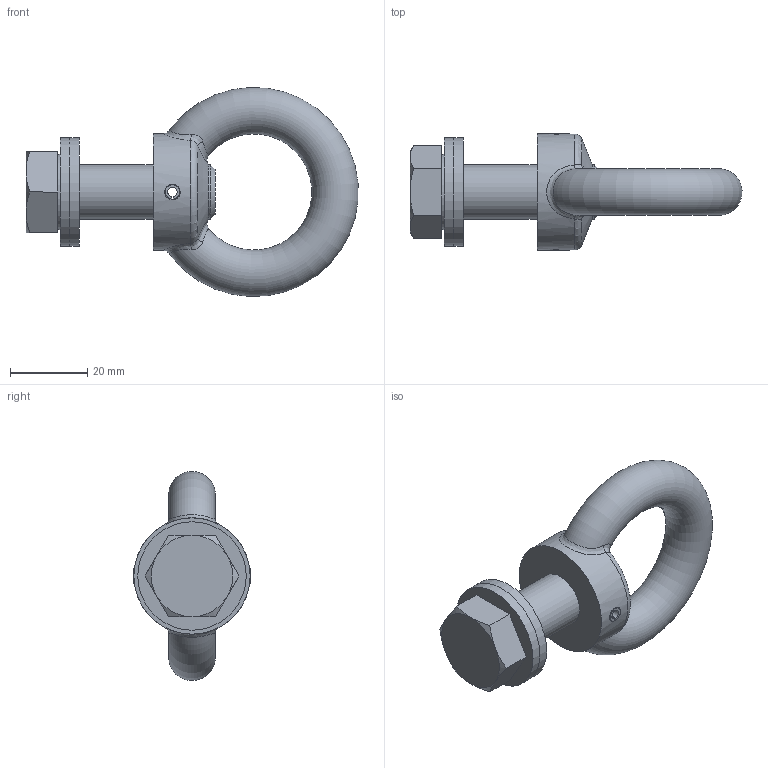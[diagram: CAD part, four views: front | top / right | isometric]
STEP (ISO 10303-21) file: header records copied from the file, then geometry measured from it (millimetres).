
FILE_DESCRIPTION(/* description */ ('Anneau M14 CE'),/* implementation_level */ '2;1');
FILE_NAME(/* name */ '8631.stp',/* time_stamp */ '2019-08-05T09:39:25+02:00',/* author */ ('DOMINIQUE'),/* organization */ (''),/* preprocessor_version */ 'ST-DEVELOPER v17.2',/* originating_system */ 'Autodesk Inventor 2019',/* authorisation */ '');
FILE_SCHEMA (('AUTOMOTIVE_DESIGN { 1 0 10303 214 3 1 1 }'));
Length unit declared in the file: millimetre
Products named in the file (1): 8631
Bounding box: 85.7 x 30 x 53.93 mm (x, y, z)
Volume: 30044.9 mm3; surface area: 10828.8 mm2
Topology: 2 solids, 2 shells, 50 faces, 120 edges, 78 vertices
Faces by surface type: plane 19, cone 10, cylinder 10, bspline 8, torus 3
Full cylindrical faces by diameter (mm): 4 x1, 14 x2, 14.2 x1, 14.5 x1, 19.37 x1, 28 x2, 30 x1
Entity records: 1977 total; most frequent: CARTESIAN_POINT 724, ORIENTED_EDGE 240, DIRECTION 225, EDGE_CURVE 120, AXIS2_PLACEMENT_3D 95, VERTEX_POINT 78, EDGE_LOOP 60, CIRCLE 52
